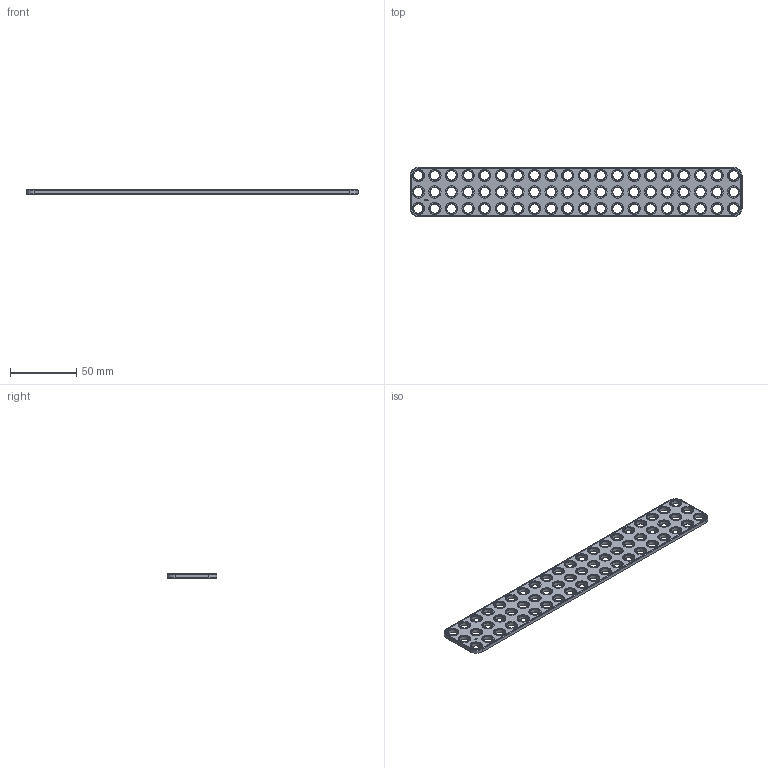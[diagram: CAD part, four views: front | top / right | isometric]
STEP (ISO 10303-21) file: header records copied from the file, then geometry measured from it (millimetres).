
FILE_DESCRIPTION(('FreeCAD Model'),'2;1');
FILE_NAME('Open CASCADE Shape Model','2024-10-09T00:47:57',(''),(''), 'Open CASCADE STEP processor 7.7','FreeCAD','Unknown');
FILE_SCHEMA(('AUTOMOTIVE_DESIGN { 1 0 10303 214 1 1 1 1 }'));
Length unit declared in the file: millimetre
Products named in the file (1): Plate RCT CRNR BU20x03x00.25 - SPN-PLT-0239 (stemfie.org)
Bounding box: 250 x 37.5 x 3.12 mm (x, y, z)
Volume: 20822.7 mm3; surface area: 19762.9 mm2
Topology: 1 solids, 1 shells, 816 faces, 2030 edges, 1308 vertices
Faces by surface type: plane 384, extrusion 176, cylinder 128, cone 128
Full cylindrical faces by diameter (mm): 7 x60, 9.2 x60
Entity records: 24917 total; most frequent: CARTESIAN_POINT 5584, ORIENTED_EDGE 4060, DIRECTION 3520, EDGE_CURVE 2030, VECTOR 1470, VERTEX_POINT 1308, LINE 1294, FACE_BOUND 1028
